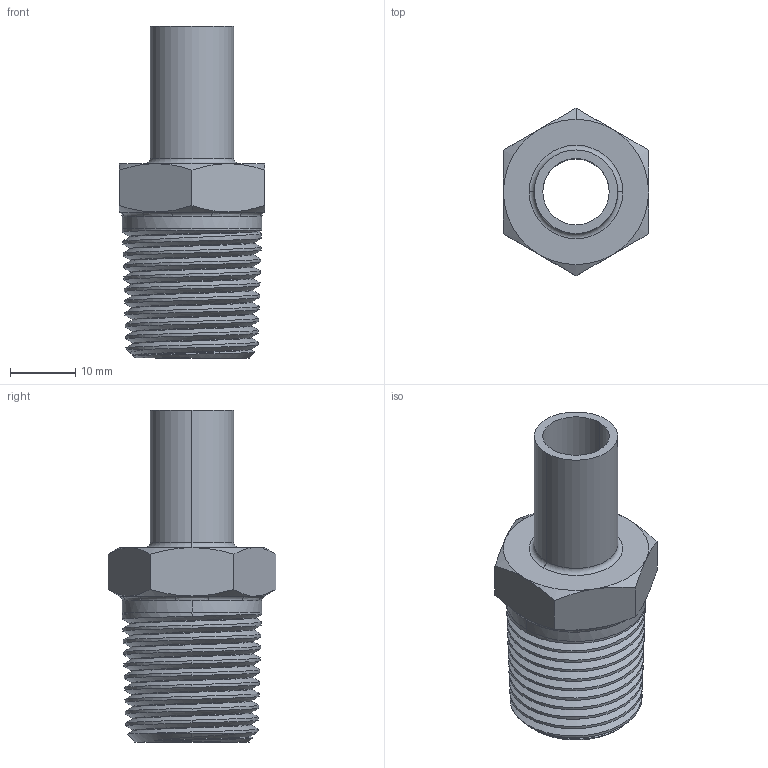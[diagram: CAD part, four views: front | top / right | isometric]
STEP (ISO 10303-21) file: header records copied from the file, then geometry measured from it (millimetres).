
FILE_DESCRIPTION (( 'STEP AP203' ), '1' );
FILE_NAME ('AD-88SS-MNPTTS.step', '2025-11-20T14:46:37', ( '' ), ( '' ), 'SwSTEP 2.0', 'SolidWorks 2018', '' );
FILE_SCHEMA (( 'CONFIG_CONTROL_DESIGN' ));
Length unit declared in the file: inch
Products named in the file (1): AD-88SS-MNPTTS
Bounding box: 22.23 x 25.66 x 50.8 mm (x, y, z)
Volume: 8753.3 mm3; surface area: 5727.8 mm2
Topology: 1 solids, 1 shells, 79 faces, 195 edges, 119 vertices
Faces by surface type: cone 47, bspline 9, plane 9, torus 8, cylinder 6
Entity records: 9233 total; most frequent: CARTESIAN_POINT 7466, ORIENTED_EDGE 390, DIRECTION 299, EDGE_CURVE 195, AXIS2_PLACEMENT_3D 129, VERTEX_POINT 119, B_SPLINE_CURVE_WITH_KNOTS 96, EDGE_LOOP 82
